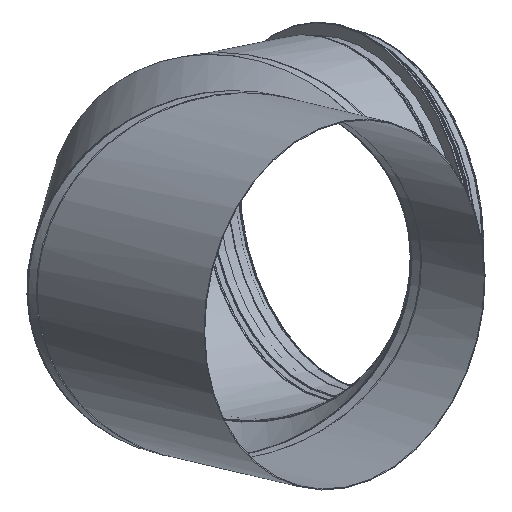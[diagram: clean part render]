
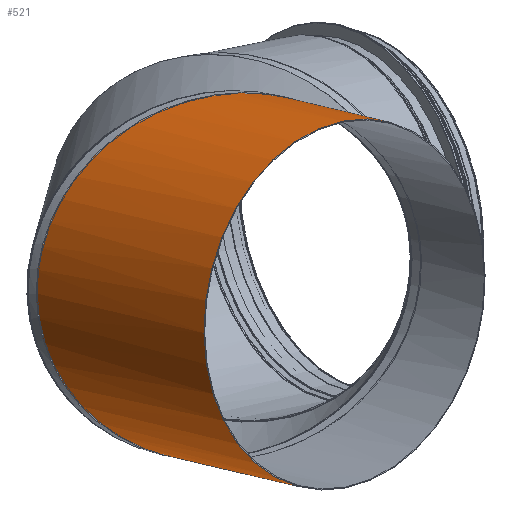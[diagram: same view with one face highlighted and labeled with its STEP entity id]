
A CAD part, top view. The second image highlights one B-rep face of the part: STEP entity #521.
In plain terms, the highlighted cylindrical face has radius 100.175 mm (diameter 200.35 mm), a full revolution.
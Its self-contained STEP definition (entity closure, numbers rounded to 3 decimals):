
#479=CARTESIAN_POINT('',(-100.175,0.0,59.012));
#480=VERTEX_POINT('',#479);
#481=CARTESIAN_POINT('',(0.0,0.0,100.506));
#482=DIRECTION('',(0.383,0.0,-0.924));
#483=DIRECTION('',(0.924,0.0,0.383));
#484=AXIS2_PLACEMENT_3D('',#481,#482,#483);
#485=ELLIPSE('',#484,108.429,100.175);
#486=EDGE_CURVE('',#480,#480,#485,.T.);
#502=CARTESIAN_POINT('',(0.0,0.0,0.0));
#503=DIRECTION('',(0.0,0.0,1.0));
#504=DIRECTION('',(1.0,0.0,0.0));
#505=AXIS2_PLACEMENT_3D('',#502,#503,#504);
#506=CYLINDRICAL_SURFACE('',#505,100.175);
#507=ORIENTED_EDGE('',*,*,#486,.T.);
#508=EDGE_LOOP('',(#507));
#509=FACE_OUTER_BOUND('',#508,.T.);
#510=CARTESIAN_POINT('',(100.175,0.0,0.0));
#511=VERTEX_POINT('',#510);
#512=CARTESIAN_POINT('',(0.0,0.0,0.0));
#513=DIRECTION('',(0.0,0.0,1.0));
#514=DIRECTION('',(1.0,0.0,0.0));
#515=AXIS2_PLACEMENT_3D('',#512,#513,#514);
#516=CIRCLE('',#515,100.175);
#517=EDGE_CURVE('',#511,#511,#516,.T.);
#518=ORIENTED_EDGE('',*,*,#517,.T.);
#519=EDGE_LOOP('',(#518));
#520=FACE_BOUND('',#519,.T.);
#521=ADVANCED_FACE('',(#509,#520),#506,.T.);
